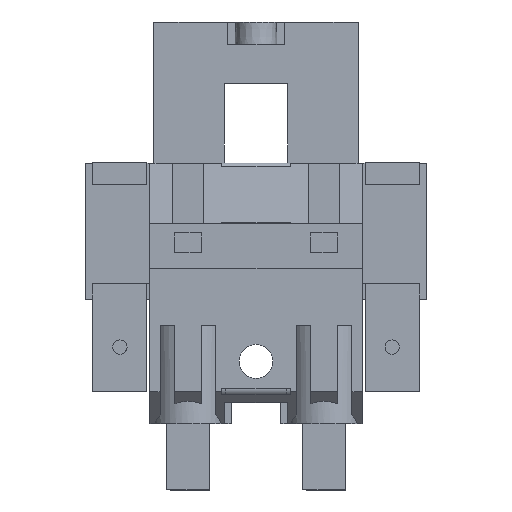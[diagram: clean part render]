
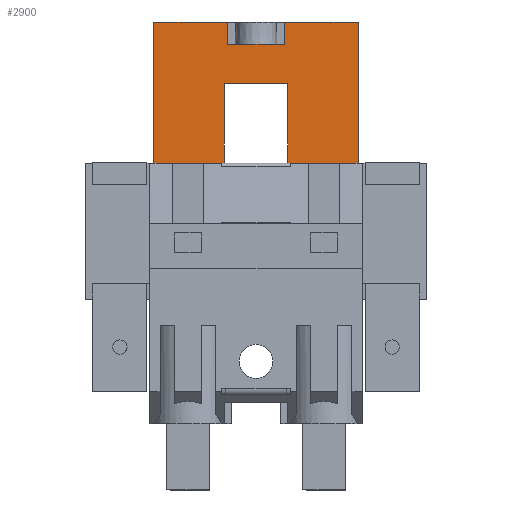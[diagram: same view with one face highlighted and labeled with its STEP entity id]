
A CAD part, front view. The second image highlights one B-rep face of the part: STEP entity #2900.
In plain terms, the highlighted planar face has unit normal (0, -1, 0).
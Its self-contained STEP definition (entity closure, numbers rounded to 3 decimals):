
#2809=AXIS2_PLACEMENT_3D('Plane Axis2P3D',#2806,#2807,#2808) ;
#2615=CARTESIAN_POINT('Line Origine',(7.606,3.,44.5)) ;
#2619=CARTESIAN_POINT('Vertex',(7.606,3.,52.4)) ;
#2621=CARTESIAN_POINT('Vertex',(7.606,3.,36.6)) ;
#2806=CARTESIAN_POINT('Axis2P3D Location',(30.93,3.,36.6)) ;
#2811=CARTESIAN_POINT('Line Origine',(26.552,3.,36.6)) ;
#2815=CARTESIAN_POINT('Vertex',(22.61,3.,36.6)) ;
#2817=CARTESIAN_POINT('Vertex',(30.494,3.,36.6)) ;
#2820=CARTESIAN_POINT('Line Origine',(30.494,3.,44.5)) ;
#2824=CARTESIAN_POINT('Vertex',(30.494,3.,52.4)) ;
#2827=CARTESIAN_POINT('Line Origine',(26.372,3.,52.4)) ;
#2831=CARTESIAN_POINT('Vertex',(22.25,3.,52.4)) ;
#2834=CARTESIAN_POINT('Line Origine',(22.239,3.,51.15)) ;
#2838=CARTESIAN_POINT('Vertex',(22.228,3.,49.9)) ;
#2841=CARTESIAN_POINT('Line Origine',(19.05,3.,49.9)) ;
#2845=CARTESIAN_POINT('Vertex',(15.872,3.,49.9)) ;
#2848=CARTESIAN_POINT('Line Origine',(15.861,3.,51.15)) ;
#2852=CARTESIAN_POINT('Vertex',(15.85,3.,52.4)) ;
#2855=CARTESIAN_POINT('Line Origine',(11.728,3.,52.4)) ;
#2860=CARTESIAN_POINT('Line Origine',(11.548,3.,36.6)) ;
#2864=CARTESIAN_POINT('Vertex',(15.49,3.,36.6)) ;
#2867=CARTESIAN_POINT('Line Origine',(15.49,3.,41.05)) ;
#2871=CARTESIAN_POINT('Vertex',(15.49,3.,45.5)) ;
#2874=CARTESIAN_POINT('Line Origine',(19.05,3.,45.5)) ;
#2878=CARTESIAN_POINT('Vertex',(22.61,3.,45.5)) ;
#2881=CARTESIAN_POINT('Line Origine',(22.61,3.,41.05)) ;
#2616=DIRECTION('Vector Direction',(0.,0.,-1.)) ;
#2807=DIRECTION('Axis2P3D Direction',(0.,-1.,0.)) ;
#2808=DIRECTION('Axis2P3D XDirection',(0.,0.,1.)) ;
#2812=DIRECTION('Vector Direction',(1.,0.,0.)) ;
#2821=DIRECTION('Vector Direction',(0.,0.,-1.)) ;
#2828=DIRECTION('Vector Direction',(1.,0.,0.)) ;
#2835=DIRECTION('Vector Direction',(0.009,0.,1.)) ;
#2842=DIRECTION('Vector Direction',(-1.,0.,0.)) ;
#2849=DIRECTION('Vector Direction',(-0.009,0.,1.)) ;
#2856=DIRECTION('Vector Direction',(1.,0.,0.)) ;
#2861=DIRECTION('Vector Direction',(-1.,0.,0.)) ;
#2868=DIRECTION('Vector Direction',(0.,0.,1.)) ;
#2875=DIRECTION('Vector Direction',(1.,0.,0.)) ;
#2882=DIRECTION('Vector Direction',(0.,0.,1.)) ;
#2617=VECTOR('Line Direction',#2616,1.) ;
#2813=VECTOR('Line Direction',#2812,1.) ;
#2822=VECTOR('Line Direction',#2821,1.) ;
#2829=VECTOR('Line Direction',#2828,1.) ;
#2836=VECTOR('Line Direction',#2835,1.) ;
#2843=VECTOR('Line Direction',#2842,1.) ;
#2850=VECTOR('Line Direction',#2849,1.) ;
#2857=VECTOR('Line Direction',#2856,1.) ;
#2862=VECTOR('Line Direction',#2861,1.) ;
#2869=VECTOR('Line Direction',#2868,1.) ;
#2876=VECTOR('Line Direction',#2875,1.) ;
#2883=VECTOR('Line Direction',#2882,1.) ;
#2887=ORIENTED_EDGE('',*,*,#2819,.T.) ;
#2888=ORIENTED_EDGE('',*,*,#2826,.F.) ;
#2889=ORIENTED_EDGE('',*,*,#2833,.F.) ;
#2890=ORIENTED_EDGE('',*,*,#2840,.T.) ;
#2891=ORIENTED_EDGE('',*,*,#2847,.T.) ;
#2892=ORIENTED_EDGE('',*,*,#2854,.T.) ;
#2893=ORIENTED_EDGE('',*,*,#2859,.T.) ;
#2894=ORIENTED_EDGE('',*,*,#2623,.T.) ;
#2895=ORIENTED_EDGE('',*,*,#2866,.F.) ;
#2896=ORIENTED_EDGE('',*,*,#2873,.T.) ;
#2897=ORIENTED_EDGE('',*,*,#2880,.T.) ;
#2898=ORIENTED_EDGE('',*,*,#2885,.F.) ;
#2900=ADVANCED_FACE('HOUSING',(#2899),#2810,.T.) ;
#2623=EDGE_CURVE('',#2620,#2622,#2618,.T.) ;
#2819=EDGE_CURVE('',#2816,#2818,#2814,.T.) ;
#2826=EDGE_CURVE('',#2825,#2818,#2823,.T.) ;
#2833=EDGE_CURVE('',#2832,#2825,#2830,.T.) ;
#2840=EDGE_CURVE('',#2832,#2839,#2837,.F.) ;
#2847=EDGE_CURVE('',#2839,#2846,#2844,.T.) ;
#2854=EDGE_CURVE('',#2846,#2853,#2851,.T.) ;
#2859=EDGE_CURVE('',#2853,#2620,#2858,.F.) ;
#2866=EDGE_CURVE('',#2865,#2622,#2863,.T.) ;
#2873=EDGE_CURVE('',#2865,#2872,#2870,.T.) ;
#2880=EDGE_CURVE('',#2872,#2879,#2877,.T.) ;
#2885=EDGE_CURVE('',#2816,#2879,#2884,.T.) ;
#2886=EDGE_LOOP('',(#2887,#2888,#2889,#2890,#2891,#2892,#2893,#2894,#2895,#2896,#2897,#2898)) ;
#2899=FACE_OUTER_BOUND('',#2886,.T.) ;
#2618=LINE('Line',#2615,#2617) ;
#2814=LINE('Line',#2811,#2813) ;
#2823=LINE('Line',#2820,#2822) ;
#2830=LINE('Line',#2827,#2829) ;
#2837=LINE('Line',#2834,#2836) ;
#2844=LINE('Line',#2841,#2843) ;
#2851=LINE('Line',#2848,#2850) ;
#2858=LINE('Line',#2855,#2857) ;
#2863=LINE('Line',#2860,#2862) ;
#2870=LINE('Line',#2867,#2869) ;
#2877=LINE('Line',#2874,#2876) ;
#2884=LINE('Line',#2881,#2883) ;
#2810=PLANE('',#2809) ;
#2620=VERTEX_POINT('',#2619) ;
#2622=VERTEX_POINT('',#2621) ;
#2816=VERTEX_POINT('',#2815) ;
#2818=VERTEX_POINT('',#2817) ;
#2825=VERTEX_POINT('',#2824) ;
#2832=VERTEX_POINT('',#2831) ;
#2839=VERTEX_POINT('',#2838) ;
#2846=VERTEX_POINT('',#2845) ;
#2853=VERTEX_POINT('',#2852) ;
#2865=VERTEX_POINT('',#2864) ;
#2872=VERTEX_POINT('',#2871) ;
#2879=VERTEX_POINT('',#2878) ;
